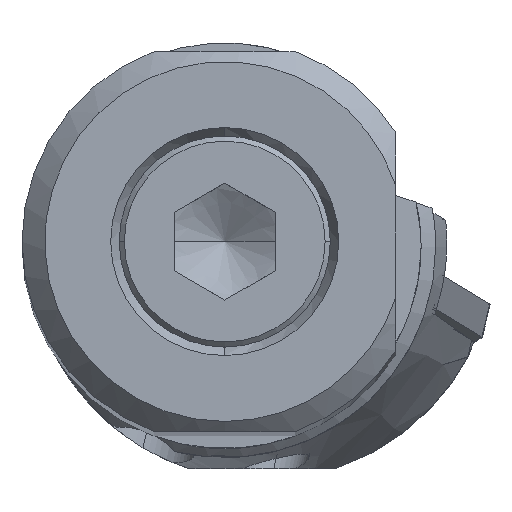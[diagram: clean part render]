
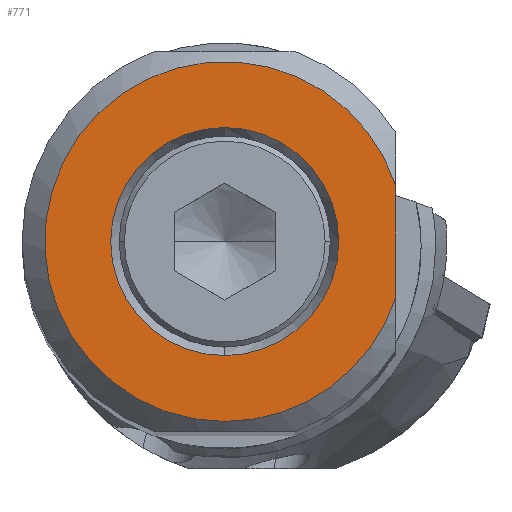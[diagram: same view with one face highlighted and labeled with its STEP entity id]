
A CAD part, top view. The second image highlights one B-rep face of the part: STEP entity #771.
In plain terms, the highlighted planar face has unit normal (0, 0, 1).
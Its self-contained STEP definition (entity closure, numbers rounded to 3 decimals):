
#87=FACE_BOUND('',#1213,.T.);
#88=FACE_BOUND('',#1214,.T.);
#134=PLANE('',#3966);
#316=LINE('',#6057,#545);
#545=VECTOR('',#4553,1.);
#771=ADVANCED_FACE('',(#87,#88),#134,.T.);
#1213=EDGE_LOOP('',(#1957,#1958,#1959));
#1214=EDGE_LOOP('',(#1960,#1961));
#1408=CIRCLE('',#3959,14.2);
#1409=CIRCLE('',#3960,14.2);
#1410=CIRCLE('',#3964,9.);
#1411=CIRCLE('',#3965,9.);
#1957=ORIENTED_EDGE('',*,*,#3213,.F.);
#1958=ORIENTED_EDGE('',*,*,#3212,.F.);
#1959=ORIENTED_EDGE('',*,*,#3189,.F.);
#1960=ORIENTED_EDGE('',*,*,#3216,.F.);
#1961=ORIENTED_EDGE('',*,*,#3217,.F.);
#2783=VERTEX_POINT('',#6056);
#2784=VERTEX_POINT('',#6058);
#2799=VERTEX_POINT('',#6175);
#2800=VERTEX_POINT('',#6188);
#2801=VERTEX_POINT('',#6189);
#3189=EDGE_CURVE('',#2783,#2784,#316,.T.);
#3212=EDGE_CURVE('',#2784,#2799,#1408,.T.);
#3213=EDGE_CURVE('',#2799,#2783,#1409,.T.);
#3216=EDGE_CURVE('',#2800,#2801,#1410,.T.);
#3217=EDGE_CURVE('',#2801,#2800,#1411,.T.);
#3959=AXIS2_PLACEMENT_3D('',#6174,#4594,#4595);
#3960=AXIS2_PLACEMENT_3D('',#6176,#4596,#4597);
#3964=AXIS2_PLACEMENT_3D('',#6187,#4605,#4606);
#3965=AXIS2_PLACEMENT_3D('',#6190,#4607,#4608);
#3966=AXIS2_PLACEMENT_3D('',#6191,#4609,#4610);
#4553=DIRECTION('',(0.,-1.,0.));
#4594=DIRECTION('',(0.,0.,-1.));
#4595=DIRECTION('',(0.951,-0.31,0.));
#4596=DIRECTION('',(0.,0.,-1.));
#4597=DIRECTION('',(0.,-1.,0.));
#4605=DIRECTION('',(0.,0.,1.));
#4606=DIRECTION('',(0.,1.,0.));
#4607=DIRECTION('',(0.,0.,1.));
#4608=DIRECTION('',(0.,-1.,0.));
#4609=DIRECTION('',(0.,0.,1.));
#4610=DIRECTION('',(-1.,0.,0.));
#6056=CARTESIAN_POINT('',(13.5,4.403,0.));
#6057=CARTESIAN_POINT('',(13.5,4.403,0.));
#6058=CARTESIAN_POINT('',(13.5,-4.403,0.));
#6174=CARTESIAN_POINT('',(0.,0.,0.));
#6175=CARTESIAN_POINT('',(0.,-14.2,0.));
#6176=CARTESIAN_POINT('',(0.,0.,0.));
#6187=CARTESIAN_POINT('',(0.,0.,0.));
#6188=CARTESIAN_POINT('',(0.,9.,0.));
#6189=CARTESIAN_POINT('',(0.,-9.,0.));
#6190=CARTESIAN_POINT('',(0.,0.,0.));
#6191=CARTESIAN_POINT('',(-0.359,0.,0.));
